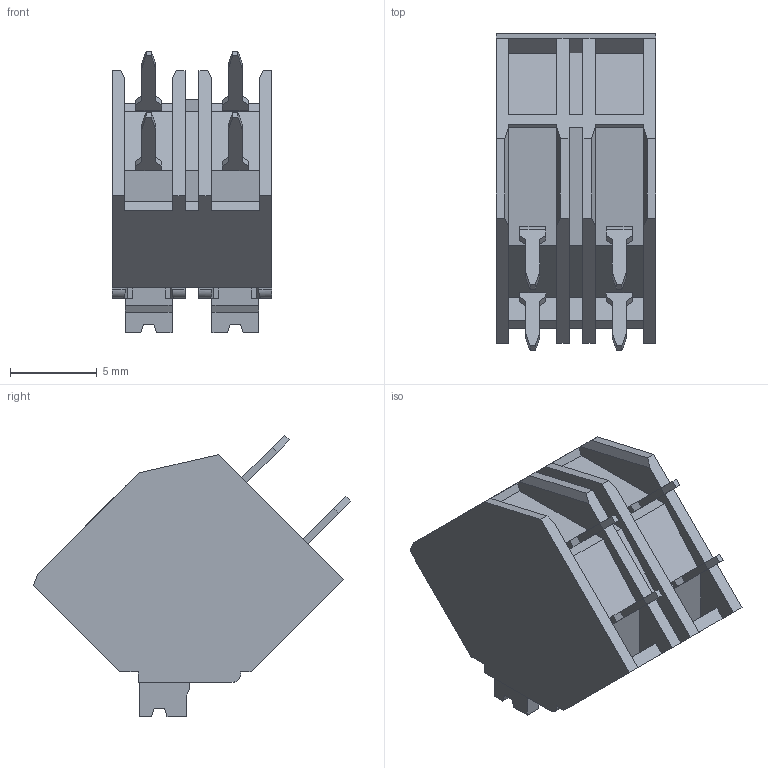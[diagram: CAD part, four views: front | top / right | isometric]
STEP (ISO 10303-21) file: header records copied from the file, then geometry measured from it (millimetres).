
FILE_DESCRIPTION((''),'2;1');
FILE_NAME('PRT0001','2023-03-16T14:44:47',('Administrator'),(''),'CREO PARAMETRIC BY PTC INC, 2017260','CREO PARAMETRIC BY PTC INC, 2017260','');
FILE_SCHEMA(('CONFIG_CONTROL_DESIGN'));
Length unit declared in the file: millimetre
Products named in the file (1): PRT0001
Bounding box: 9.2 x 18.31 x 16.27 mm (x, y, z)
Volume: 1196.5 mm3; surface area: 1136.6 mm2
Topology: 1 solids, 6 shells, 268 faces, 744 edges, 490 vertices
Faces by surface type: plane 245, cylinder 22, bspline 1
Entity records: 8707 total; most frequent: CARTESIAN_POINT 1825, ORIENTED_EDGE 1488, DIRECTION 1299, EDGE_CURVE 744, VECTOR 655, LINE 655, VERTEX_POINT 490, AXIS2_PLACEMENT_3D 322
